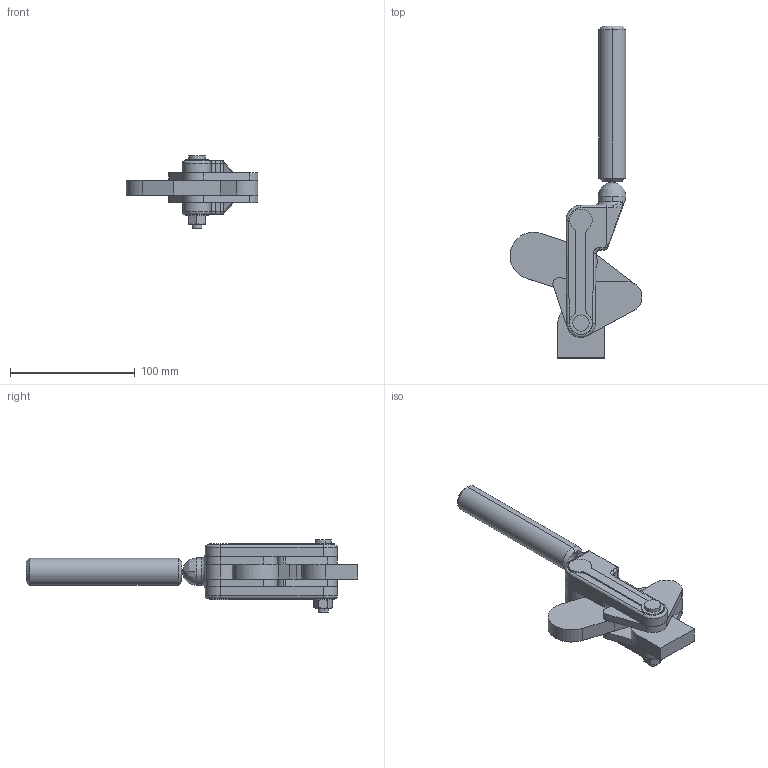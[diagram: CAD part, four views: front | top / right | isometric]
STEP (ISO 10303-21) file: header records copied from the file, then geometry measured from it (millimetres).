
FILE_DESCRIPTION (( 'STEP AP214' ), '1' );
FILE_NAME ('GH-71210(Â²¤Æ).STEP', '2020-03-10T01:20:38', ( 'LinWei' ), ( '' ), 'SwSTEP 2.0', 'SolidWorks 2016', '' );
FILE_SCHEMA (( 'AUTOMOTIVE_DESIGN' ));
Length unit declared in the file: millimetre
Products named in the file (7): 471210125; 4702129-1-1^GH-71210(簡化); 4702108-1-1^GH-71210(簡化); Group4^GH-71210(簡化); Group2^GH-71210(簡化); Group1^GH-71210(簡化); GH-71210(簡化)
Assembly tree (6 placements, depth 2):
  GH-71210(簡化)
    Group1^GH-71210(簡化)
    Group2^GH-71210(簡化)
    Group4^GH-71210(簡化)
    4702108-1-1^GH-71210(簡化)
    4702129-1-1^GH-71210(簡化)
    471210125
Bounding box: 105.96 x 266.59 x 58 mm (x, y, z)
Volume: 206825.8 mm3; surface area: 71366.9 mm2
Topology: 6 solids, 6 shells, 201 faces, 509 edges, 321 vertices
Faces by surface type: cylinder 96, plane 72, bspline 17, cone 16
Entity records: 7521 total; most frequent: CARTESIAN_POINT 2036, DIRECTION 1031, ORIENTED_EDGE 1006, EDGE_CURVE 503, AXIS2_PLACEMENT_3D 393, VERTEX_POINT 321, VECTOR 245, LINE 245
